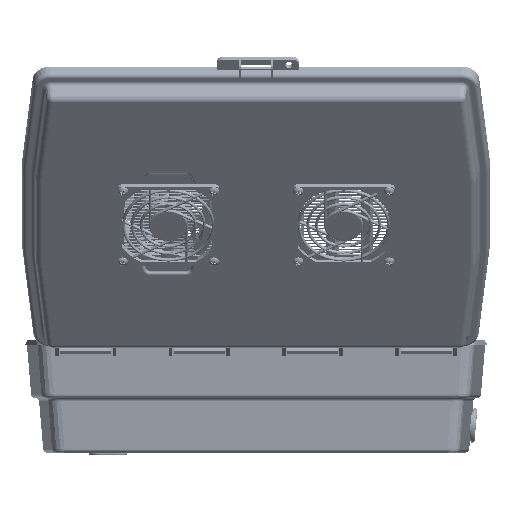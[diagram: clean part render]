
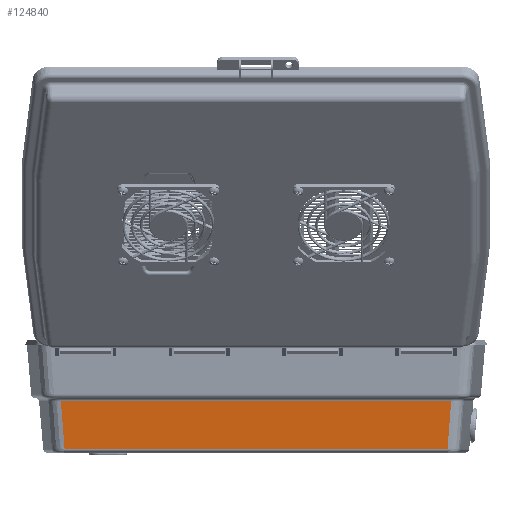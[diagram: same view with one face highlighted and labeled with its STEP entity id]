
A CAD part, left-side view. The second image highlights one B-rep face of the part: STEP entity #124840.
In plain terms, the highlighted face is planar.
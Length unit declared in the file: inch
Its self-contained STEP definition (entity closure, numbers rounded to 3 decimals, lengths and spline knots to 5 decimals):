
#10604 = DIRECTION ( 'NONE',  ( 0.996, 0., 0.087 ) ) ;
#11632 = B_SPLINE_CURVE_WITH_KNOTS ( 'NONE', 3,
 ( #112326, #43033, #66324, #147994, #125410, #90977, #102701 ),
 .UNSPECIFIED., .F., .F.,
 ( 4, 3, 4 ),
 ( 0.00276, 0.02229, 0.04053 ),
 .UNSPECIFIED. ) ;
#15014 = EDGE_CURVE ( 'NONE', #138054, #140519, #11632, .T. ) ;
#33233 = CARTESIAN_POINT ( 'NONE',  ( 4.80227, 6.2418, 0. ) ) ;
#42154 = CARTESIAN_POINT ( 'NONE',  ( 4.8117, 5.90959, -0.10782 ) ) ;
#43033 = CARTESIAN_POINT ( 'NONE',  ( 4.83398, -5.92902, -0.36246 ) ) ;
#43935 = VERTEX_POINT ( 'NONE', #103195 ) ;
#49778 = CARTESIAN_POINT ( 'NONE',  ( 4.8117, 6.2418, -0.10782 ) ) ;
#50211 = EDGE_CURVE ( 'NONE', #43935, #103008, #58991, .T. ) ;
#50710 = CARTESIAN_POINT ( 'NONE',  ( 4.94094, 6.2418, -1.5851 ) ) ;
#58991 = B_SPLINE_CURVE_WITH_KNOTS ( 'NONE', 3,
 ( #68519, #80084, #91634, #103381, #138103, #81588, #80581 ),
 .UNSPECIFIED., .F., .F.,
 ( 4, 3, 4 ),
 ( 0.00276, 0.021, 0.04053 ),
 .UNSPECIFIED. ) ;
#60308 = EDGE_CURVE ( 'NONE', #140519, #43935, #121162, .T. ) ;
#61801 = EDGE_CURVE ( 'NONE', #103008, #138054, #99139, .T. ) ;
#66324 = CARTESIAN_POINT ( 'NONE',  ( 4.85626, -5.94844, -0.61711 ) ) ;
#68519 = CARTESIAN_POINT ( 'NONE',  ( 4.94094, 6.02214, -1.5851 ) ) ;
#68811 = ORIENTED_EDGE ( 'NONE', *, *, #61801, .T. ) ;
#74957 = EDGE_LOOP ( 'NONE', ( #99604, #142021, #118372, #68811 ) ) ;
#80084 = CARTESIAN_POINT ( 'NONE',  ( 4.92014, 6.00406, -1.34732 ) ) ;
#80581 = CARTESIAN_POINT ( 'NONE',  ( 4.8117, 5.90959, -0.10782 ) ) ;
#80666 = CARTESIAN_POINT ( 'NONE',  ( 4.94094, -6.02214, -1.5851 ) ) ;
#81588 = CARTESIAN_POINT ( 'NONE',  ( 4.83398, 5.92902, -0.36246 ) ) ;
#83645 = DIRECTION ( 'NONE',  ( 0., -1., 0. ) ) ;
#84938 = VECTOR ( 'NONE', #121532, 39.37008 ) ;
#90977 = CARTESIAN_POINT ( 'NONE',  ( 4.92014, -6.00406, -1.34732 ) ) ;
#91634 = CARTESIAN_POINT ( 'NONE',  ( 4.89934, 5.98596, -1.10954 ) ) ;
#93595 = AXIS2_PLACEMENT_3D ( 'NONE', #33233, #10604, #103953 ) ;
#98536 = CARTESIAN_POINT ( 'NONE',  ( 4.8117, -5.90959, -0.10782 ) ) ;
#99139 = LINE ( 'NONE', #49778, #120824 ) ;
#99604 = ORIENTED_EDGE ( 'NONE', *, *, #15014, .T. ) ;
#102701 = CARTESIAN_POINT ( 'NONE',  ( 4.94094, -6.02214, -1.5851 ) ) ;
#103008 = VERTEX_POINT ( 'NONE', #42154 ) ;
#103195 = CARTESIAN_POINT ( 'NONE',  ( 4.94094, 6.02214, -1.5851 ) ) ;
#103381 = CARTESIAN_POINT ( 'NONE',  ( 4.87854, 5.96784, -0.87176 ) ) ;
#103953 = DIRECTION ( 'NONE',  ( 0.087, 0., -0.996 ) ) ;
#112326 = CARTESIAN_POINT ( 'NONE',  ( 4.8117, -5.90959, -0.10782 ) ) ;
#113592 = PLANE ( 'NONE',  #93595 ) ;
#118372 = ORIENTED_EDGE ( 'NONE', *, *, #50211, .T. ) ;
#120824 = VECTOR ( 'NONE', #83645, 39.37008 ) ;
#121162 = LINE ( 'NONE', #50710, #84938 ) ;
#121532 = DIRECTION ( 'NONE',  ( 0., 1., 0. ) ) ;
#124840 = ADVANCED_FACE ( 'NONE', ( #128943 ), #113592, .T. ) ;
#125410 = CARTESIAN_POINT ( 'NONE',  ( 4.89934, -5.98596, -1.10954 ) ) ;
#128943 = FACE_OUTER_BOUND ( 'NONE', #74957, .T. ) ;
#138054 = VERTEX_POINT ( 'NONE', #98536 ) ;
#138103 = CARTESIAN_POINT ( 'NONE',  ( 4.85626, 5.94844, -0.61711 ) ) ;
#140519 = VERTEX_POINT ( 'NONE', #80666 ) ;
#142021 = ORIENTED_EDGE ( 'NONE', *, *, #60308, .T. ) ;
#147994 = CARTESIAN_POINT ( 'NONE',  ( 4.87854, -5.96784, -0.87176 ) ) ;
